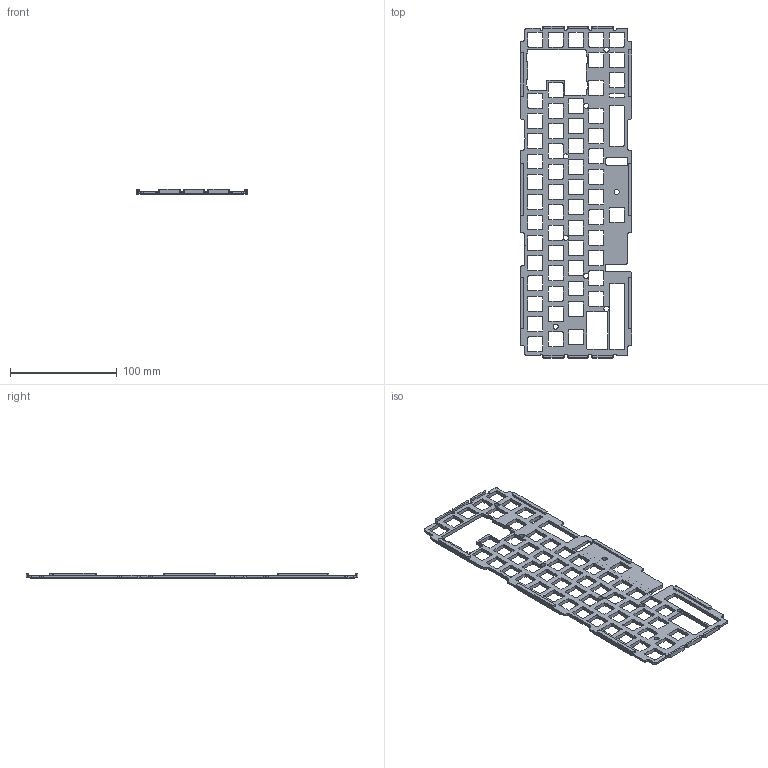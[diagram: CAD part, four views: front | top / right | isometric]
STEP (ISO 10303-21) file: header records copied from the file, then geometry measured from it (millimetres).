
FILE_DESCRIPTION(/* description */ (''),/* implementation_level */ '2;1');
FILE_NAME(/* name */ 'Rubber gasket.step',/* time_stamp */ '2021-03-08T15:53:02+08:00',/* author */ (''),/* organization */ (''),/* preprocessor_version */ 'ST-DEVELOPER v18.1',/* originating_system */ 'Autodesk Translation Framework v9.7.1.1290',/* authorisation */ '');
FILE_SCHEMA (('AUTOMOTIVE_DESIGN { 1 0 10303 214 3 1 1 }'));
Length unit declared in the file: millimetre
Products named in the file (2): (未保存); 硅胶垫
Assembly tree (1 placements, depth 2):
  (未保存)
    硅胶垫
Bounding box: 104.9 x 311.21 x 5.5 mm (x, y, z)
Volume: 53505 mm3; surface area: 51536.8 mm2
Topology: 1 solids, 1 shells, 884 faces, 2578 edges, 1706 vertices
Faces by surface type: plane 447, cylinder 417, bspline 20
Full cylindrical faces by diameter (mm): 4.8 x8
Entity records: 30771 total; most frequent: CARTESIAN_POINT 6358, ORIENTED_EDGE 5156, DIRECTION 5099, EDGE_CURVE 2578, VERTEX_POINT 1706, AXIS2_PLACEMENT_3D 1703, LINE 1693, VECTOR 1693
